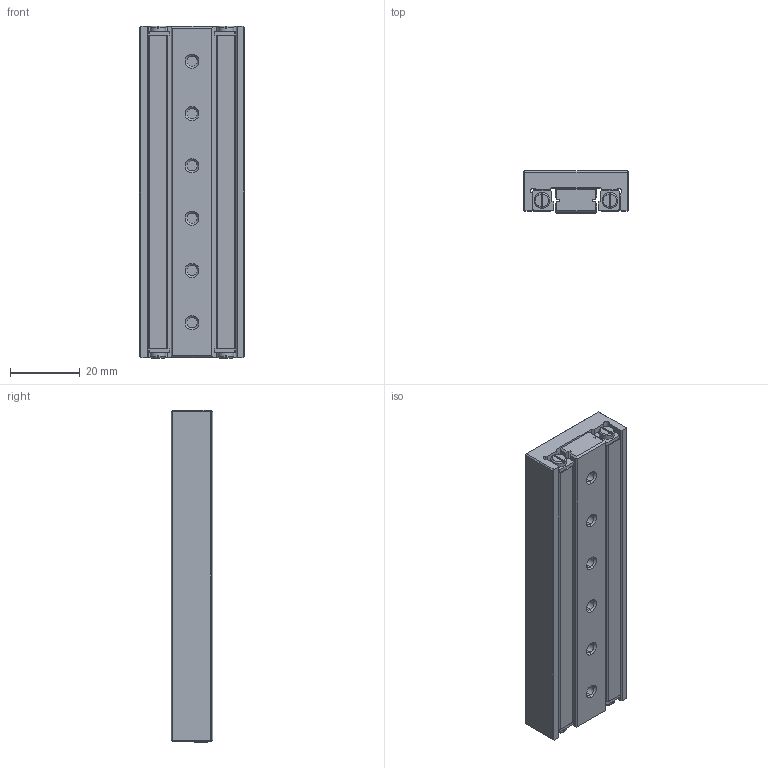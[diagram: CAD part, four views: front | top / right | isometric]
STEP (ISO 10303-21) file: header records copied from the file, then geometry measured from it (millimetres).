
FILE_DESCRIPTION (( 'STEP AP214' ), '1' );
FILE_NAME ('RTS-2095.STEP', '2012-03-02T07:53:55', ( '' ), ( '' ), 'SwSTEP 2.0', 'SolidWorks 2011', '' );
FILE_SCHEMA (( 'AUTOMOTIVE_DESIGN' ));
Length unit declared in the file: millimetre
Products named in the file (1): RTS-2095
Bounding box: 30 x 12 x 95.2 mm (x, y, z)
Volume: 30180.8 mm3; surface area: 17974.2 mm2
Topology: 2 solids, 2 shells, 618 faces, 1590 edges, 1024 vertices
Faces by surface type: plane 369, cylinder 110, cone 60, bspline 43, torus 36
Entity records: 22705 total; most frequent: CARTESIAN_POINT 6066, ORIENTED_EDGE 3180, DIRECTION 2988, EDGE_CURVE 1590, VECTOR 1104, LINE 1104, VERTEX_POINT 1024, AXIS2_PLACEMENT_3D 942
